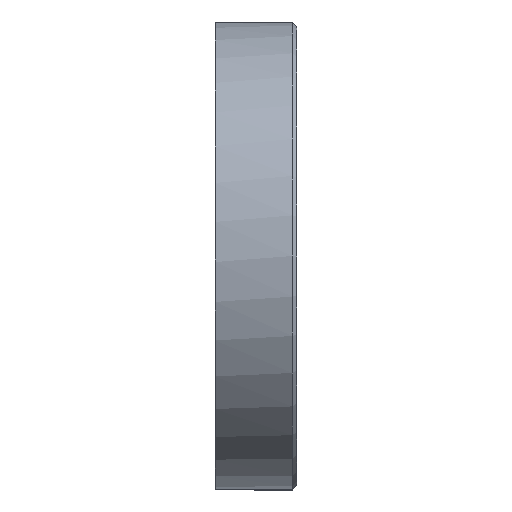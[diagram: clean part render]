
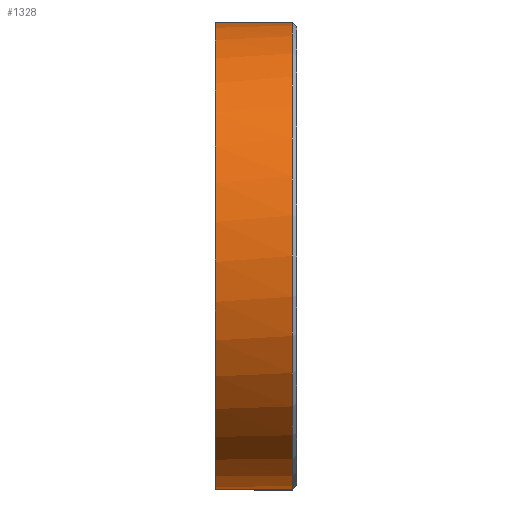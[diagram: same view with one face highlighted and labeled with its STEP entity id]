
A CAD part, left-side view. The second image highlights one B-rep face of the part: STEP entity #1328.
In plain terms, the highlighted cylindrical face has radius 50 mm (diameter 100 mm), a partial arc.
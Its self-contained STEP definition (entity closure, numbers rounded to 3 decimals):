
#135 = DIRECTION ( 'NONE',  ( 0., -1., 0. ) ) ;
#161 = DIRECTION ( 'NONE',  ( 0., 1., 0. ) ) ;
#173 = CARTESIAN_POINT ( 'NONE',  ( 0., -23.5, 0. ) ) ;
#201 = AXIS2_PLACEMENT_3D ( 'NONE', #8019, #2236, #1568 ) ;
#322 = DIRECTION ( 'NONE',  ( 0., 0., -1. ) ) ;
#559 = AXIS2_PLACEMENT_3D ( 'NONE', #1702, #7515, #322 ) ;
#789 = EDGE_CURVE ( 'NONE', #1427, #3214, #5126, .T. ) ;
#1079 = CARTESIAN_POINT ( 'NONE',  ( 36.114, -40., 34.58 ) ) ;
#1177 = EDGE_LOOP ( 'NONE', ( #1310, #5675, #7031, #6682, #1594 ) ) ;
#1310 = ORIENTED_EDGE ( 'NONE', *, *, #6451, .F. ) ;
#1328 = ADVANCED_FACE ( 'NONE', ( #4838 ), #1661, .T. ) ;
#1336 = DIRECTION ( 'NONE',  ( 0., 1., 0. ) ) ;
#1376 = DIRECTION ( 'NONE',  ( 0., 0., -1. ) ) ;
#1427 = VERTEX_POINT ( 'NONE', #5771 ) ;
#1474 = VECTOR ( 'NONE', #161, 1000. ) ;
#1568 = DIRECTION ( 'NONE',  ( 0., 0., -1. ) ) ;
#1594 = ORIENTED_EDGE ( 'NONE', *, *, #789, .T. ) ;
#1661 = CYLINDRICAL_SURFACE ( 'NONE', #559, 50. ) ;
#1702 = CARTESIAN_POINT ( 'NONE',  ( 0., -41., 0. ) ) ;
#1720 = EDGE_CURVE ( 'NONE', #2376, #3567, #3816, .T. ) ;
#2115 = EDGE_CURVE ( 'NONE', #1427, #4676, #7456, .T. ) ;
#2236 = DIRECTION ( 'NONE',  ( 0., 1., 0. ) ) ;
#2308 = DIRECTION ( 'NONE',  ( 0., -1., 0. ) ) ;
#2376 = VERTEX_POINT ( 'NONE', #3513 ) ;
#2693 = DIRECTION ( 'NONE',  ( 0., 0., 1. ) ) ;
#3171 = CARTESIAN_POINT ( 'NONE',  ( 0., -40., 50. ) ) ;
#3214 = VERTEX_POINT ( 'NONE', #7391 ) ;
#3513 = CARTESIAN_POINT ( 'NONE',  ( 0., -40., -50. ) ) ;
#3567 = VERTEX_POINT ( 'NONE', #3171 ) ;
#3816 = CIRCLE ( 'NONE', #201, 50. ) ;
#4299 = AXIS2_PLACEMENT_3D ( 'NONE', #173, #135, #2693 ) ;
#4325 = EDGE_CURVE ( 'NONE', #3567, #4676, #5420, .T. ) ;
#4676 = VERTEX_POINT ( 'NONE', #1079 ) ;
#4838 = FACE_OUTER_BOUND ( 'NONE', #1177, .T. ) ;
#5126 = CIRCLE ( 'NONE', #4299, 50. ) ;
#5360 = CARTESIAN_POINT ( 'NONE',  ( 0., -41., -50. ) ) ;
#5420 = CIRCLE ( 'NONE', #5553, 50. ) ;
#5553 = AXIS2_PLACEMENT_3D ( 'NONE', #5909, #1336, #1376 ) ;
#5675 = ORIENTED_EDGE ( 'NONE', *, *, #1720, .T. ) ;
#5771 = CARTESIAN_POINT ( 'NONE',  ( 36.114, -23.5, 34.58 ) ) ;
#5909 = CARTESIAN_POINT ( 'NONE',  ( 0., -40., 0. ) ) ;
#6451 = EDGE_CURVE ( 'NONE', #2376, #3214, #7951, .T. ) ;
#6682 = ORIENTED_EDGE ( 'NONE', *, *, #2115, .F. ) ;
#6794 = VECTOR ( 'NONE', #2308, 1000. ) ;
#7031 = ORIENTED_EDGE ( 'NONE', *, *, #4325, .T. ) ;
#7369 = CARTESIAN_POINT ( 'NONE',  ( 36.114, -41., 34.58 ) ) ;
#7391 = CARTESIAN_POINT ( 'NONE',  ( 0., -23.5, -50. ) ) ;
#7456 = LINE ( 'NONE', #7369, #6794 ) ;
#7515 = DIRECTION ( 'NONE',  ( 0., 1., 0. ) ) ;
#7951 = LINE ( 'NONE', #5360, #1474 ) ;
#8019 = CARTESIAN_POINT ( 'NONE',  ( 0., -40., 0. ) ) ;
